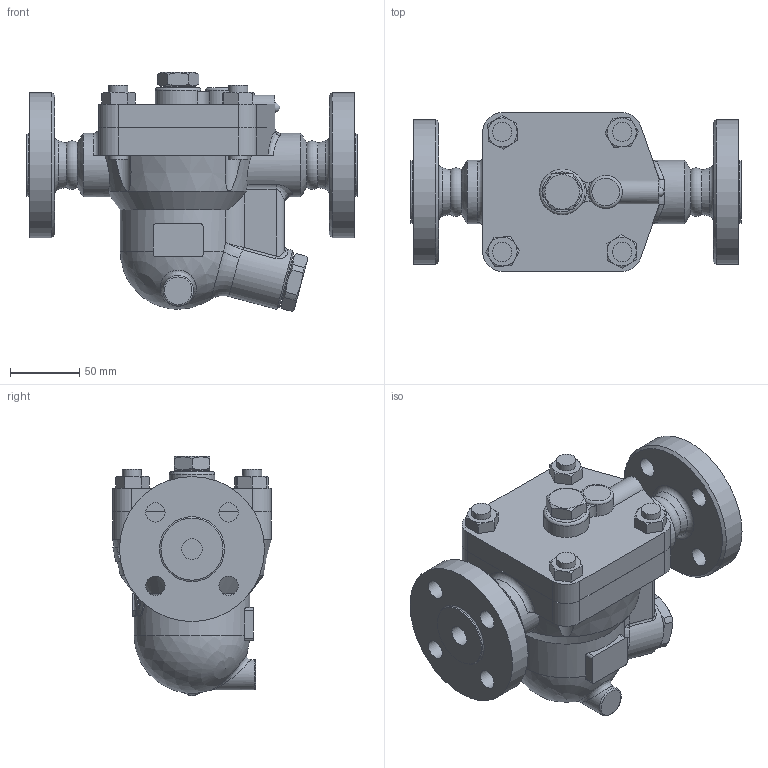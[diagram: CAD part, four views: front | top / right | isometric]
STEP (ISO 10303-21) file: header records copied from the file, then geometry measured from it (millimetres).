
FILE_DESCRIPTION((''),'2;1');
FILE_NAME('j5rlp-015-e0063-00.stp','2011-09-30T16:46:00',('sugie07'),(''),'Autodesk Inventor 2012','Autodesk Inventor 2012','');
FILE_SCHEMA(('AUTOMOTIVE_DESIGN { 1 0 10303 214 1 1 1 1 }'));
Length unit declared in the file: millimetre
Products named in the file (1): j5rlp-015-e0063-00
Bounding box: 239 x 115 x 173.18 mm (x, y, z)
Volume: 1724763.9 mm3; surface area: 170505.9 mm2
Topology: 1 solids, 1 shells, 295 faces, 720 edges, 452 vertices
Faces by surface type: plane 119, cylinder 77, cone 53, bspline 29, torus 15, sphere 2
Full cylindrical faces by diameter (mm): 14 x20, 15 x2, 16 x4, 21 x1, 22 x1, 27 x1, 44 x1, 45 x2, 46 x2, 80 x1, 105 x2
Entity records: 13593 total; most frequent: CARTESIAN_POINT 7282, ORIENTED_EDGE 1286, DIRECTION 1245, EDGE_CURVE 643, AXIS2_PLACEMENT_3D 525, VERTEX_POINT 436, EDGE_LOOP 405, FACE_OUTER_BOUND 295
